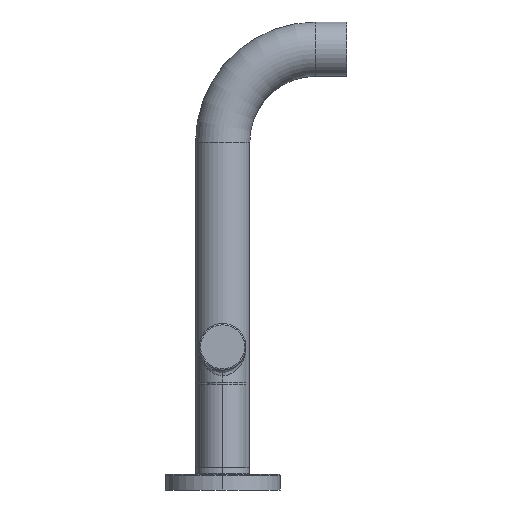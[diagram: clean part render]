
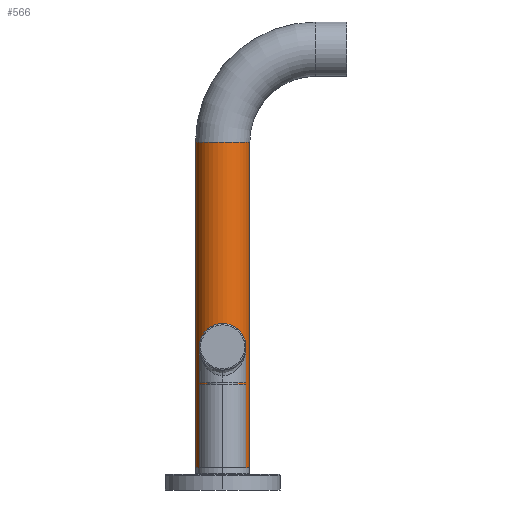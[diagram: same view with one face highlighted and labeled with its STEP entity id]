
A CAD part, left-side view. The second image highlights one B-rep face of the part: STEP entity #566.
In plain terms, the highlighted cylindrical face has radius 11.113 mm (diameter 22.225 mm), a partial arc.
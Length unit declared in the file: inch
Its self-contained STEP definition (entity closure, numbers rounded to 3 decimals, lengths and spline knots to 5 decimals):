
#248=DIRECTION('',(0.,0.,1.));
#249=VECTOR('',#248,5.355);
#250=CARTESIAN_POINT('',(0.,-0.4375,-0.078));
#251=LINE('',#250,#249);
#255=CARTESIAN_POINT('',(0.,0.,-0.078));
#256=DIRECTION('',(0.,0.,1.));
#257=DIRECTION('',(0.,1.,0.));
#258=AXIS2_PLACEMENT_3D('',#255,#256,#257);
#263=DIRECTION('',(0.,0.,1.));
#264=VECTOR('',#263,5.355);
#265=CARTESIAN_POINT('',(0.,0.4375,-0.078));
#266=LINE('',#265,#264);
#270=CARTESIAN_POINT('',(0.,0.,5.277));
#271=DIRECTION('',(0.,0.,1.));
#272=DIRECTION('',(0.,1.,0.));
#273=AXIS2_PLACEMENT_3D('',#270,#271,#272);
#348=CARTESIAN_POINT('',(0.,-0.4375,5.277));
#349=CARTESIAN_POINT('',(0.,0.4375,5.277));
#350=VERTEX_POINT('',#348);
#351=VERTEX_POINT('',#349);
#372=CARTESIAN_POINT('',(0.,-0.4375,-0.078));
#373=CARTESIAN_POINT('',(0.,0.4375,-0.078));
#374=VERTEX_POINT('',#372);
#375=VERTEX_POINT('',#373);
#554=CARTESIAN_POINT('',(0.,0.,-0.223));
#555=DIRECTION('',(0.,0.,1.));
#556=DIRECTION('',(0.,-1.,0.));
#557=AXIS2_PLACEMENT_3D('',#554,#555,#556);
#558=CYLINDRICAL_SURFACE('',#557,0.4375);
#559=ORIENTED_EDGE('',*,*,#416,.F.);
#560=ORIENTED_EDGE('',*,*,#542,.T.);
#562=ORIENTED_EDGE('',*,*,#561,.T.);
#563=ORIENTED_EDGE('',*,*,#538,.F.);
#564=EDGE_LOOP('',(#559,#560,#562,#563));
#565=FACE_OUTER_BOUND('',#564,.F.);
#259=CIRCLE('',#258,0.4375);
#274=CIRCLE('',#273,0.4375);
#416=EDGE_CURVE('',#375,#374,#259,.T.);
#538=EDGE_CURVE('',#374,#350,#251,.T.);
#542=EDGE_CURVE('',#375,#351,#266,.T.);
#561=EDGE_CURVE('',#351,#350,#274,.T.);
#566=ADVANCED_FACE('',(#565),#558,.T.);
